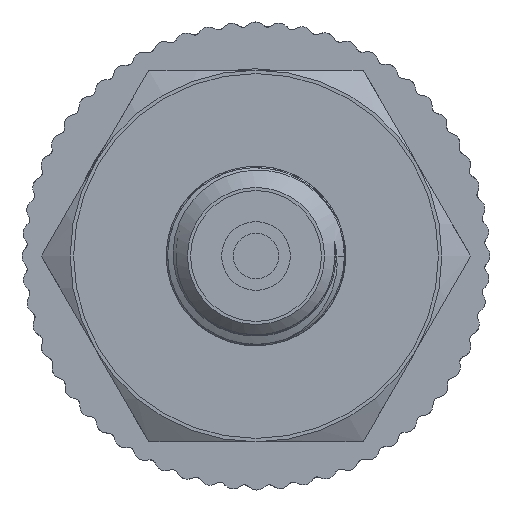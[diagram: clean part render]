
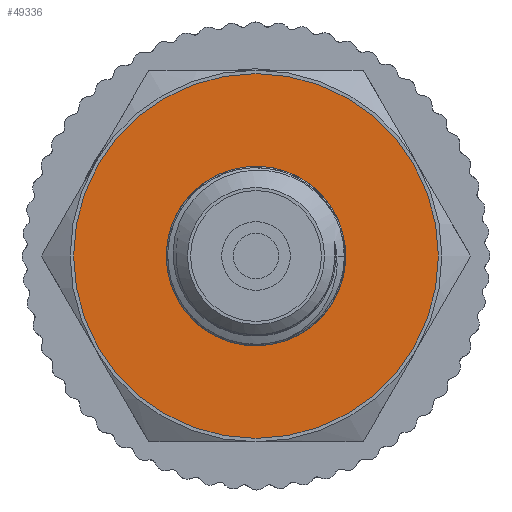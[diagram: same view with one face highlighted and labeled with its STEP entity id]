
A CAD part, left-side view. The second image highlights one B-rep face of the part: STEP entity #49336.
In plain terms, the highlighted planar face has unit normal (-1, 0, 0).
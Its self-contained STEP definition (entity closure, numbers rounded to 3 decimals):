
#141=PLANE('',#51976);
#2954=FACE_BOUND('',#6763,.T.);
#4071=FACE_OUTER_BOUND('',#6762,.T.);
#6762=EDGE_LOOP('',(#35138));
#6763=EDGE_LOOP('',(#35139));
#9242=CIRCLE('',#51953,13.25);
#9243=CIRCLE('',#51955,6.5);
#20970=VERTEX_POINT('',#81712);
#20971=VERTEX_POINT('',#82084);
#26440=EDGE_CURVE('',#20970,#20970,#9242,.T.);
#26442=EDGE_CURVE('',#20971,#20971,#9243,.T.);
#35138=ORIENTED_EDGE('',*,*,#26440,.T.);
#35139=ORIENTED_EDGE('',*,*,#26442,.T.);
#49336=ADVANCED_FACE('',(#4071,#2954),#141,.T.);
#51953=AXIS2_PLACEMENT_3D('',#81714,#56638,#56639);
#51955=AXIS2_PLACEMENT_3D('',#82085,#56642,#56643);
#51976=AXIS2_PLACEMENT_3D('',#83826,#56689,#56690);
#56638=DIRECTION('center_axis',(-1.,0.,0.));
#56639=DIRECTION('ref_axis',(0.,1.,0.));
#56642=DIRECTION('center_axis',(1.,0.,0.));
#56643=DIRECTION('ref_axis',(0.,0.,-1.));
#56689=DIRECTION('center_axis',(-1.,0.,0.));
#56690=DIRECTION('ref_axis',(0.,0.,1.));
#81712=CARTESIAN_POINT('',(-47.,-13.25,0.));
#81714=CARTESIAN_POINT('Origin',(-47.,0.,0.));
#82084=CARTESIAN_POINT('',(-47.,0.,6.5));
#82085=CARTESIAN_POINT('Origin',(-47.,0.,0.));
#83826=CARTESIAN_POINT('Origin',(-47.,13.5,0.));
